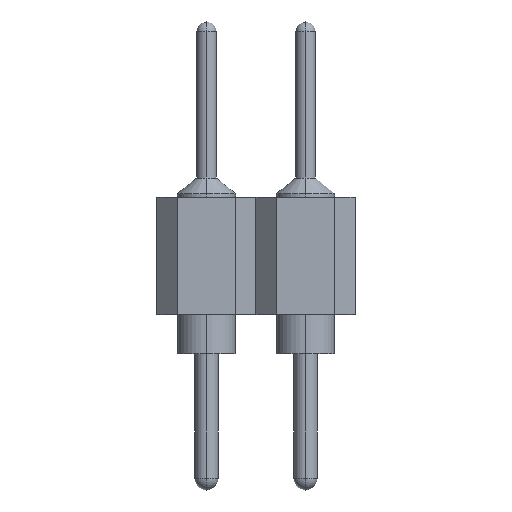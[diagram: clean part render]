
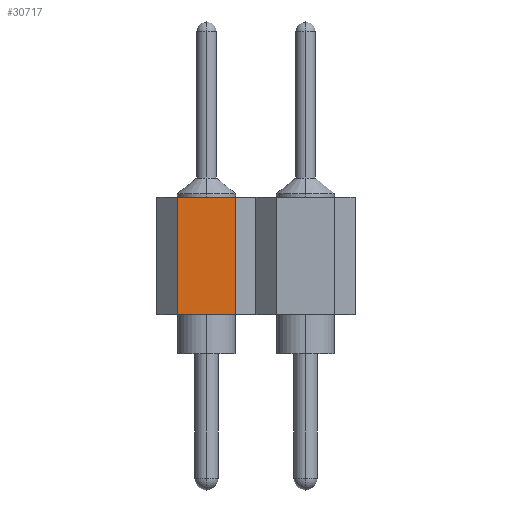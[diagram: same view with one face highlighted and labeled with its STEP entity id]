
A CAD part, left-side view. The second image highlights one B-rep face of the part: STEP entity #30717.
In plain terms, the highlighted planar face has unit normal (-1, 0, 0).
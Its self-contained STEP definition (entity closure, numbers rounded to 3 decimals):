
#2852 = LINE ( 'NONE', #24657, #10770 ) ;
#6446 = VECTOR ( 'NONE', #10615, 1000. ) ;
#7324 = DIRECTION ( 'NONE',  ( 0., 0., 1. ) ) ;
#7862 = EDGE_CURVE ( 'NONE', #38156, #27852, #16007, .T. ) ;
#10429 = VECTOR ( 'NONE', #29609, 1000. ) ;
#10510 = VERTEX_POINT ( 'NONE', #14834 ) ;
#10615 = DIRECTION ( 'NONE',  ( 0., 0., -1. ) ) ;
#10770 = VECTOR ( 'NONE', #38980, 1000. ) ;
#12246 = CARTESIAN_POINT ( 'NONE',  ( -52.07, -0.75, -3. ) ) ;
#12451 = EDGE_CURVE ( 'NONE', #35685, #27852, #36761, .T. ) ;
#13713 = DIRECTION ( 'NONE',  ( -1., 0., 0. ) ) ;
#14834 = CARTESIAN_POINT ( 'NONE',  ( -52.07, 0.75, 0. ) ) ;
#14999 = DIRECTION ( 'NONE',  ( 0., 0., -1. ) ) ;
#16007 = LINE ( 'NONE', #33573, #10429 ) ;
#16478 = CARTESIAN_POINT ( 'NONE',  ( -52.07, 0.75, -3. ) ) ;
#18317 = AXIS2_PLACEMENT_3D ( 'NONE', #45789, #13713, #7324 ) ;
#19881 = ORIENTED_EDGE ( 'NONE', *, *, #42219, .F. ) ;
#21498 = ORIENTED_EDGE ( 'NONE', *, *, #7862, .T. ) ;
#22112 = CARTESIAN_POINT ( 'NONE',  ( -52.07, 0.75, 0. ) ) ;
#23306 = FACE_OUTER_BOUND ( 'NONE', #30366, .T. ) ;
#24243 = PLANE ( 'NONE',  #18317 ) ;
#24300 = CARTESIAN_POINT ( 'NONE',  ( -52.07, -0.75, 0. ) ) ;
#24657 = CARTESIAN_POINT ( 'NONE',  ( -52.07, 0.75, 0. ) ) ;
#26233 = CARTESIAN_POINT ( 'NONE',  ( -52.07, -0.75, 0. ) ) ;
#27852 = VERTEX_POINT ( 'NONE', #12246 ) ;
#29609 = DIRECTION ( 'NONE',  ( 0., -1., 0. ) ) ;
#30366 = EDGE_LOOP ( 'NONE', ( #36387, #21498, #32459, #19881 ) ) ;
#30717 = ADVANCED_FACE ( 'NONE', ( #23306 ), #24243, .T. ) ;
#31706 = VECTOR ( 'NONE', #14999, 1000. ) ;
#32458 = LINE ( 'NONE', #22112, #6446 ) ;
#32459 = ORIENTED_EDGE ( 'NONE', *, *, #12451, .F. ) ;
#33573 = CARTESIAN_POINT ( 'NONE',  ( -52.07, 0.75, -3. ) ) ;
#35685 = VERTEX_POINT ( 'NONE', #24300 ) ;
#35971 = EDGE_CURVE ( 'NONE', #10510, #38156, #32458, .T. ) ;
#36387 = ORIENTED_EDGE ( 'NONE', *, *, #35971, .T. ) ;
#36761 = LINE ( 'NONE', #26233, #31706 ) ;
#38156 = VERTEX_POINT ( 'NONE', #16478 ) ;
#38980 = DIRECTION ( 'NONE',  ( 0., -1., 0. ) ) ;
#42219 = EDGE_CURVE ( 'NONE', #10510, #35685, #2852, .T. ) ;
#45789 = CARTESIAN_POINT ( 'NONE',  ( -52.07, 0.75, 0. ) ) ;
